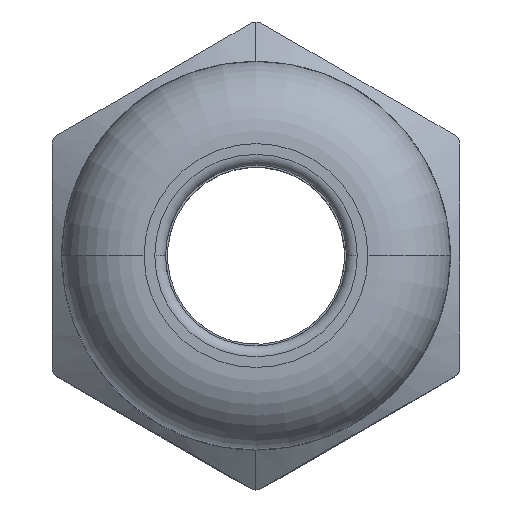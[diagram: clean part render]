
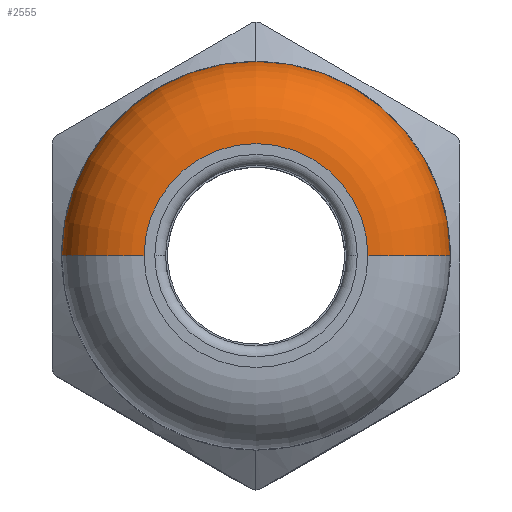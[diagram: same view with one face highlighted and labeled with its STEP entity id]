
A CAD part, top view. The second image highlights one B-rep face of the part: STEP entity #2555.
In plain terms, the highlighted toroidal (fillet/blend) face has major radius 5.333 mm and minor radius 3.712 mm.
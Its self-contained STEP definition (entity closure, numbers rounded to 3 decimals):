
#2503=AXIS2_PLACEMENT_3D('Torus Axis2P3D',#2500,#2501,#2502) ;
#2507=AXIS2_PLACEMENT_3D('Circle Axis2P3D',#2505,#2506,$) ;
#2516=AXIS2_PLACEMENT_3D('Circle Axis2P3D',#2514,#2515,$) ;
#2523=AXIS2_PLACEMENT_3D('Circle Axis2P3D',#2521,#2522,$) ;
#2530=AXIS2_PLACEMENT_3D('Circle Axis2P3D',#2528,#2529,$) ;
#2537=AXIS2_PLACEMENT_3D('Circle Axis2P3D',#2535,#2536,$) ;
#2544=AXIS2_PLACEMENT_3D('Circle Axis2P3D',#2542,#2543,$) ;
#2500=CARTESIAN_POINT('Axis2P3D Location',(9.5,10.892,30.79)) ;
#2505=CARTESIAN_POINT('Axis2P3D Location',(4.167,10.892,30.79)) ;
#2509=CARTESIAN_POINT('Vertex',(4.285,10.892,34.5)) ;
#2511=CARTESIAN_POINT('Vertex',(0.455,10.892,30.79)) ;
#2514=CARTESIAN_POINT('Axis2P3D Location',(9.5,10.892,34.5)) ;
#2518=CARTESIAN_POINT('Vertex',(9.5,16.107,34.5)) ;
#2521=CARTESIAN_POINT('Axis2P3D Location',(9.5,10.892,34.5)) ;
#2525=CARTESIAN_POINT('Vertex',(14.715,10.892,34.5)) ;
#2528=CARTESIAN_POINT('Axis2P3D Location',(14.833,10.892,30.79)) ;
#2532=CARTESIAN_POINT('Vertex',(18.545,10.892,30.79)) ;
#2535=CARTESIAN_POINT('Axis2P3D Location',(9.5,10.892,30.79)) ;
#2539=CARTESIAN_POINT('Vertex',(9.5,19.937,30.79)) ;
#2542=CARTESIAN_POINT('Axis2P3D Location',(9.5,10.892,30.79)) ;
#2501=DIRECTION('Axis2P3D Direction',(0.,0.,-1.)) ;
#2502=DIRECTION('Axis2P3D XDirection',(-1.,0.,0.)) ;
#2506=DIRECTION('Axis2P3D Direction',(-0.,-1.,0.)) ;
#2515=DIRECTION('Axis2P3D Direction',(0.,0.,-1.)) ;
#2522=DIRECTION('Axis2P3D Direction',(0.,0.,-1.)) ;
#2529=DIRECTION('Axis2P3D Direction',(0.,1.,0.)) ;
#2536=DIRECTION('Axis2P3D Direction',(0.,0.,-1.)) ;
#2543=DIRECTION('Axis2P3D Direction',(0.,0.,-1.)) ;
#2548=ORIENTED_EDGE('',*,*,#2513,.F.) ;
#2549=ORIENTED_EDGE('',*,*,#2520,.T.) ;
#2550=ORIENTED_EDGE('',*,*,#2527,.T.) ;
#2551=ORIENTED_EDGE('',*,*,#2534,.F.) ;
#2552=ORIENTED_EDGE('',*,*,#2541,.F.) ;
#2553=ORIENTED_EDGE('',*,*,#2546,.F.) ;
#2555=ADVANCED_FACE('VG_9_DG\\Hauptk\X2\00F6\X0\rper',(#2554),#2504,.T.) ;
#2508=CIRCLE('generated circle',#2507,3.712) ;
#2517=CIRCLE('generated circle',#2516,5.215) ;
#2524=CIRCLE('generated circle',#2523,5.215) ;
#2531=CIRCLE('generated circle',#2530,3.712) ;
#2538=CIRCLE('generated circle',#2537,9.045) ;
#2545=CIRCLE('generated circle',#2544,9.045) ;
#2504=TOROIDAL_SURFACE('homeo Torus',#2503,5.333,3.712) ;
#2513=EDGE_CURVE('',#2510,#2512,#2508,.T.) ;
#2520=EDGE_CURVE('',#2510,#2519,#2517,.T.) ;
#2527=EDGE_CURVE('',#2519,#2526,#2524,.T.) ;
#2534=EDGE_CURVE('',#2533,#2526,#2531,.F.) ;
#2541=EDGE_CURVE('',#2540,#2533,#2538,.T.) ;
#2546=EDGE_CURVE('',#2512,#2540,#2545,.T.) ;
#2547=EDGE_LOOP('',(#2548,#2549,#2550,#2551,#2552,#2553)) ;
#2554=FACE_OUTER_BOUND('',#2547,.T.) ;
#2510=VERTEX_POINT('',#2509) ;
#2512=VERTEX_POINT('',#2511) ;
#2519=VERTEX_POINT('',#2518) ;
#2526=VERTEX_POINT('',#2525) ;
#2533=VERTEX_POINT('',#2532) ;
#2540=VERTEX_POINT('',#2539) ;
